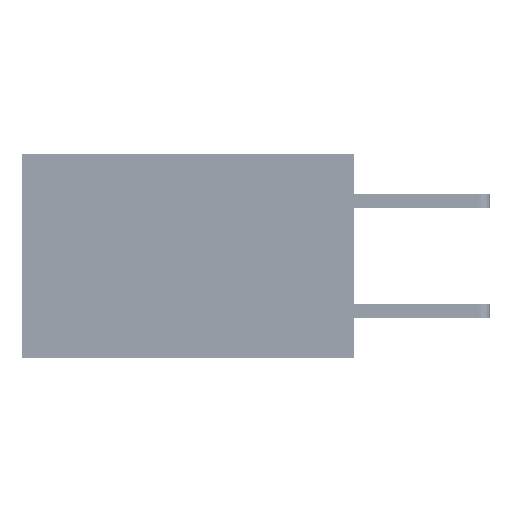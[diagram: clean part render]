
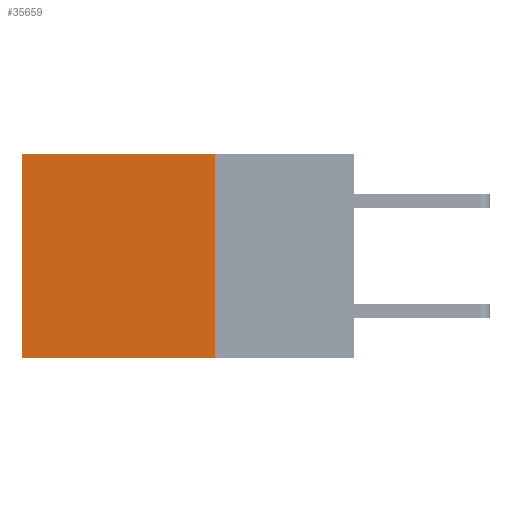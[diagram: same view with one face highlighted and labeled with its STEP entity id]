
A CAD part, left-side view. The second image highlights one B-rep face of the part: STEP entity #35659.
In plain terms, the highlighted planar face has unit normal (-1, 0, 0).
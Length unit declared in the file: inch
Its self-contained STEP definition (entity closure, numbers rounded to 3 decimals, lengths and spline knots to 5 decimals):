
#345 = CARTESIAN_POINT ( 'NONE',  ( 0.2875, 0.25, -0.37 ) ) ;
#2004 = CARTESIAN_POINT ( 'NONE',  ( 0.2875, 0.25, 0. ) ) ;
#2641 = VERTEX_POINT ( 'NONE', #345 ) ;
#3622 = EDGE_LOOP ( 'NONE', ( #23679, #17473, #16917, #38773 ) ) ;
#3849 = DIRECTION ( 'NONE',  ( 0., 1., 0. ) ) ;
#4154 = DIRECTION ( 'NONE',  ( 0., 1., 0. ) ) ;
#5202 = VECTOR ( 'NONE', #36338, 39.37008 ) ;
#5727 = CARTESIAN_POINT ( 'NONE',  ( 0.2875, 0.25, 0. ) ) ;
#5866 = DIRECTION ( 'NONE',  ( 0., 0., -1. ) ) ;
#6721 = EDGE_CURVE ( 'NONE', #31184, #2641, #48396, .T. ) ;
#6854 = CARTESIAN_POINT ( 'NONE',  ( 0.2875, 0.6, 0. ) ) ;
#8868 = VECTOR ( 'NONE', #37305, 39.37008 ) ;
#11459 = VECTOR ( 'NONE', #4154, 39.37008 ) ;
#16917 = ORIENTED_EDGE ( 'NONE', *, *, #6721, .F. ) ;
#17188 = CARTESIAN_POINT ( 'NONE',  ( 0.2875, 0.25, 0. ) ) ;
#17473 = ORIENTED_EDGE ( 'NONE', *, *, #33988, .F. ) ;
#20467 = LINE ( 'NONE', #39173, #29592 ) ;
#21557 = EDGE_CURVE ( 'NONE', #31184, #40292, #20467, .T. ) ;
#21760 = VERTEX_POINT ( 'NONE', #39850 ) ;
#21839 = LINE ( 'NONE', #43401, #11459 ) ;
#23679 = ORIENTED_EDGE ( 'NONE', *, *, #35716, .T. ) ;
#25194 = PLANE ( 'NONE',  #29539 ) ;
#29139 = DIRECTION ( 'NONE',  ( 1., 0., 0. ) ) ;
#29539 = AXIS2_PLACEMENT_3D ( 'NONE', #2004, #29139, #5866 ) ;
#29591 = LINE ( 'NONE', #41398, #8868 ) ;
#29592 = VECTOR ( 'NONE', #3849, 39.37008 ) ;
#31184 = VERTEX_POINT ( 'NONE', #17188 ) ;
#33988 = EDGE_CURVE ( 'NONE', #2641, #21760, #21839, .T. ) ;
#35659 = ADVANCED_FACE ( 'NONE', ( #39371 ), #25194, .F. ) ;
#35716 = EDGE_CURVE ( 'NONE', #40292, #21760, #29591, .T. ) ;
#36338 = DIRECTION ( 'NONE',  ( 0., 0., -1. ) ) ;
#37305 = DIRECTION ( 'NONE',  ( 0., 0., -1. ) ) ;
#38773 = ORIENTED_EDGE ( 'NONE', *, *, #21557, .T. ) ;
#39173 = CARTESIAN_POINT ( 'NONE',  ( 0.2875, 0.25, 0. ) ) ;
#39371 = FACE_OUTER_BOUND ( 'NONE', #3622, .T. ) ;
#39850 = CARTESIAN_POINT ( 'NONE',  ( 0.2875, 0.6, -0.37 ) ) ;
#40292 = VERTEX_POINT ( 'NONE', #6854 ) ;
#41398 = CARTESIAN_POINT ( 'NONE',  ( 0.2875, 0.6, 0. ) ) ;
#43401 = CARTESIAN_POINT ( 'NONE',  ( 0.2875, 0.25, -0.37 ) ) ;
#48396 = LINE ( 'NONE', #5727, #5202 ) ;
